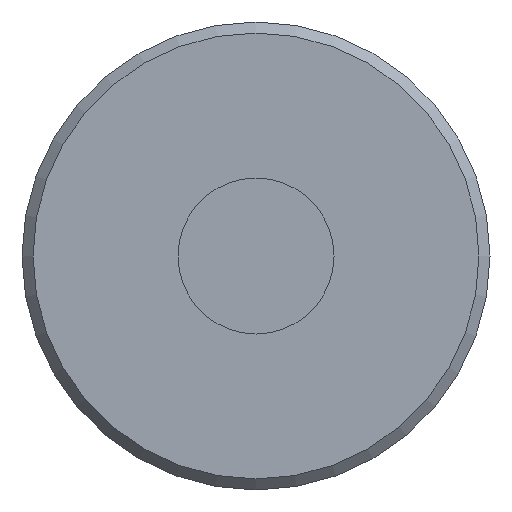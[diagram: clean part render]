
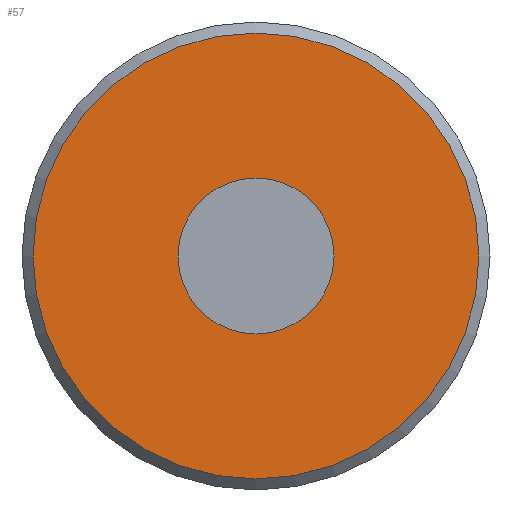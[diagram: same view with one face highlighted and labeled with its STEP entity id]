
A CAD part, front view. The second image highlights one B-rep face of the part: STEP entity #57.
In plain terms, the highlighted planar face has unit normal (0, -1, 0).
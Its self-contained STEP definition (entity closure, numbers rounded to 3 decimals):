
#57 = ADVANCED_FACE( '', ( #122, #123 ), #124, .F. );
#122 = FACE_BOUND( '', #188, .T. );
#123 = FACE_OUTER_BOUND( '', #189, .T. );
#124 = PLANE( '', #190 );
#188 = EDGE_LOOP( '', ( #266 ) );
#189 = EDGE_LOOP( '', ( #267 ) );
#190 = AXIS2_PLACEMENT_3D( '', #268, #269, #270 );
#266 = ORIENTED_EDGE( '', *, *, #308, .F. );
#267 = ORIENTED_EDGE( '', *, *, #322, .T. );
#268 = CARTESIAN_POINT( '', ( 7.146, -7.6, 0. ) );
#269 = DIRECTION( '', ( 0., 1., 0. ) );
#270 = DIRECTION( '', ( 0., 0., 1. ) );
#308 = EDGE_CURVE( '', #343, #343, #344, .T. );
#322 = EDGE_CURVE( '', #362, #362, #363, .T. );
#343 = VERTEX_POINT( '', #386 );
#344 = CIRCLE( '', #387, 2.5 );
#362 = VERTEX_POINT( '', #405 );
#363 = CIRCLE( '', #406, 7.146 );
#386 = CARTESIAN_POINT( '', ( 0., -7.6, -2.5 ) );
#387 = AXIS2_PLACEMENT_3D( '', #431, #432, #433 );
#405 = CARTESIAN_POINT( '', ( 0., -7.6, -7.146 ) );
#406 = AXIS2_PLACEMENT_3D( '', #449, #450, #451 );
#431 = CARTESIAN_POINT( '', ( 0., -7.6, 0. ) );
#432 = DIRECTION( '', ( 0., -1., 0. ) );
#433 = DIRECTION( '', ( 0., 0., -1. ) );
#449 = CARTESIAN_POINT( '', ( 0., -7.6, 0. ) );
#450 = DIRECTION( '', ( 0., -1., 0. ) );
#451 = DIRECTION( '', ( 0., 0., -1. ) );
